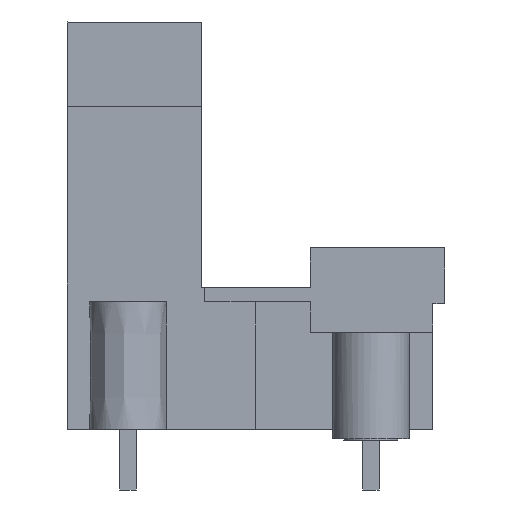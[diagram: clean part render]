
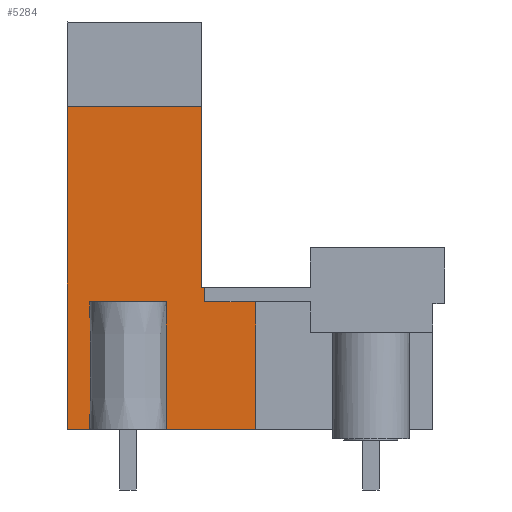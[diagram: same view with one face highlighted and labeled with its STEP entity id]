
A CAD part, left-side view. The second image highlights one B-rep face of the part: STEP entity #5284.
In plain terms, the highlighted planar face has unit normal (-1, 0, 0).
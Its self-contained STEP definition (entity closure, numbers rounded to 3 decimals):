
#5209=AXIS2_PLACEMENT_3D('Plane Axis2P3D',#5206,#5207,#5208) ;
#2929=CARTESIAN_POINT('Vertex',(3.84,23.67,3.8)) ;
#2932=CARTESIAN_POINT('Line Origine',(3.84,23.67,13.93)) ;
#2936=CARTESIAN_POINT('Vertex',(3.84,23.67,24.06)) ;
#3233=CARTESIAN_POINT('Vertex',(3.84,15.24,24.06)) ;
#3236=CARTESIAN_POINT('Line Origine',(3.84,15.24,18.38)) ;
#3240=CARTESIAN_POINT('Vertex',(3.84,15.24,12.7)) ;
#3729=CARTESIAN_POINT('Vertex',(3.84,21.887,3.8)) ;
#3732=CARTESIAN_POINT('Line Origine',(3.84,22.779,3.8)) ;
#3946=CARTESIAN_POINT('Vertex',(3.84,11.84,3.8)) ;
#3949=CARTESIAN_POINT('Line Origine',(3.84,13.165,3.8)) ;
#3953=CARTESIAN_POINT('Vertex',(3.84,14.49,3.8)) ;
#3956=CARTESIAN_POINT('Line Origine',(3.84,16.171,3.8)) ;
#3960=CARTESIAN_POINT('Vertex',(3.84,17.853,3.8)) ;
#5206=CARTESIAN_POINT('Axis2P3D Location',(3.84,23.67,3.2)) ;
#5211=CARTESIAN_POINT('Line Origine',(3.84,20.055,24.06)) ;
#5215=CARTESIAN_POINT('Vertex',(3.84,16.44,24.06)) ;
#5218=CARTESIAN_POINT('Line Origine',(3.84,21.887,7.8)) ;
#5222=CARTESIAN_POINT('Vertex',(3.84,21.887,11.8)) ;
#5225=CARTESIAN_POINT('Line Origine',(3.84,19.87,11.8)) ;
#5229=CARTESIAN_POINT('Vertex',(3.84,17.853,11.8)) ;
#5232=CARTESIAN_POINT('Line Origine',(3.84,17.853,7.8)) ;
#5237=CARTESIAN_POINT('Line Origine',(3.84,11.84,7.8)) ;
#5241=CARTESIAN_POINT('Vertex',(3.84,11.84,11.8)) ;
#5244=CARTESIAN_POINT('Line Origine',(3.84,13.44,11.8)) ;
#5248=CARTESIAN_POINT('Vertex',(3.84,15.04,11.8)) ;
#5251=CARTESIAN_POINT('Line Origine',(3.84,15.04,12.25)) ;
#5255=CARTESIAN_POINT('Vertex',(3.84,15.04,12.7)) ;
#5258=CARTESIAN_POINT('Line Origine',(3.84,15.14,12.7)) ;
#5263=CARTESIAN_POINT('Line Origine',(3.84,15.84,24.06)) ;
#2933=DIRECTION('Vector Direction',(0.,0.,1.)) ;
#3237=DIRECTION('Vector Direction',(0.,0.,1.)) ;
#3733=DIRECTION('Vector Direction',(0.,1.,0.)) ;
#3950=DIRECTION('Vector Direction',(0.,-1.,0.)) ;
#3957=DIRECTION('Vector Direction',(0.,1.,0.)) ;
#5207=DIRECTION('Axis2P3D Direction',(-1.,0.,0.)) ;
#5208=DIRECTION('Axis2P3D XDirection',(0.,-1.,0.)) ;
#5212=DIRECTION('Vector Direction',(0.,1.,0.)) ;
#5219=DIRECTION('Vector Direction',(0.,0.,1.)) ;
#5226=DIRECTION('Vector Direction',(0.,1.,0.)) ;
#5233=DIRECTION('Vector Direction',(0.,0.,1.)) ;
#5238=DIRECTION('Vector Direction',(0.,0.,1.)) ;
#5245=DIRECTION('Vector Direction',(0.,1.,0.)) ;
#5252=DIRECTION('Vector Direction',(0.,0.,-1.)) ;
#5259=DIRECTION('Vector Direction',(0.,-1.,0.)) ;
#5264=DIRECTION('Vector Direction',(0.,-1.,0.)) ;
#2934=VECTOR('Line Direction',#2933,1.) ;
#3238=VECTOR('Line Direction',#3237,1.) ;
#3734=VECTOR('Line Direction',#3733,1.) ;
#3951=VECTOR('Line Direction',#3950,1.) ;
#3958=VECTOR('Line Direction',#3957,1.) ;
#5213=VECTOR('Line Direction',#5212,1.) ;
#5220=VECTOR('Line Direction',#5219,1.) ;
#5227=VECTOR('Line Direction',#5226,1.) ;
#5234=VECTOR('Line Direction',#5233,1.) ;
#5239=VECTOR('Line Direction',#5238,1.) ;
#5246=VECTOR('Line Direction',#5245,1.) ;
#5253=VECTOR('Line Direction',#5252,1.) ;
#5260=VECTOR('Line Direction',#5259,1.) ;
#5265=VECTOR('Line Direction',#5264,1.) ;
#5269=ORIENTED_EDGE('',*,*,#5217,.T.) ;
#5270=ORIENTED_EDGE('',*,*,#2938,.T.) ;
#5271=ORIENTED_EDGE('',*,*,#3736,.F.) ;
#5272=ORIENTED_EDGE('',*,*,#5224,.T.) ;
#5273=ORIENTED_EDGE('',*,*,#5231,.F.) ;
#5274=ORIENTED_EDGE('',*,*,#5236,.F.) ;
#5275=ORIENTED_EDGE('',*,*,#3962,.F.) ;
#5276=ORIENTED_EDGE('',*,*,#3955,.T.) ;
#5277=ORIENTED_EDGE('',*,*,#5243,.T.) ;
#5278=ORIENTED_EDGE('',*,*,#5250,.T.) ;
#5279=ORIENTED_EDGE('',*,*,#5257,.F.) ;
#5280=ORIENTED_EDGE('',*,*,#5262,.F.) ;
#5281=ORIENTED_EDGE('',*,*,#3242,.T.) ;
#5282=ORIENTED_EDGE('',*,*,#5267,.T.) ;
#5284=ADVANCED_FACE('HOUSING',(#5283),#5210,.T.) ;
#2938=EDGE_CURVE('',#2937,#2930,#2935,.F.) ;
#3242=EDGE_CURVE('',#3241,#3234,#3239,.T.) ;
#3736=EDGE_CURVE('',#3730,#2930,#3735,.T.) ;
#3955=EDGE_CURVE('',#3954,#3947,#3952,.T.) ;
#3962=EDGE_CURVE('',#3954,#3961,#3959,.T.) ;
#5217=EDGE_CURVE('',#5216,#2937,#5214,.T.) ;
#5224=EDGE_CURVE('',#3730,#5223,#5221,.T.) ;
#5231=EDGE_CURVE('',#5230,#5223,#5228,.T.) ;
#5236=EDGE_CURVE('',#3961,#5230,#5235,.T.) ;
#5243=EDGE_CURVE('',#3947,#5242,#5240,.T.) ;
#5250=EDGE_CURVE('',#5242,#5249,#5247,.T.) ;
#5257=EDGE_CURVE('',#5256,#5249,#5254,.T.) ;
#5262=EDGE_CURVE('',#3241,#5256,#5261,.T.) ;
#5267=EDGE_CURVE('',#3234,#5216,#5266,.F.) ;
#5268=EDGE_LOOP('',(#5269,#5270,#5271,#5272,#5273,#5274,#5275,#5276,#5277,#5278,#5279,#5280,#5281,#5282)) ;
#5283=FACE_OUTER_BOUND('',#5268,.T.) ;
#2935=LINE('Line',#2932,#2934) ;
#3239=LINE('Line',#3236,#3238) ;
#3735=LINE('Line',#3732,#3734) ;
#3952=LINE('Line',#3949,#3951) ;
#3959=LINE('Line',#3956,#3958) ;
#5214=LINE('Line',#5211,#5213) ;
#5221=LINE('Line',#5218,#5220) ;
#5228=LINE('Line',#5225,#5227) ;
#5235=LINE('Line',#5232,#5234) ;
#5240=LINE('Line',#5237,#5239) ;
#5247=LINE('Line',#5244,#5246) ;
#5254=LINE('Line',#5251,#5253) ;
#5261=LINE('Line',#5258,#5260) ;
#5266=LINE('Line',#5263,#5265) ;
#5210=PLANE('',#5209) ;
#2930=VERTEX_POINT('',#2929) ;
#2937=VERTEX_POINT('',#2936) ;
#3234=VERTEX_POINT('',#3233) ;
#3241=VERTEX_POINT('',#3240) ;
#3730=VERTEX_POINT('',#3729) ;
#3947=VERTEX_POINT('',#3946) ;
#3954=VERTEX_POINT('',#3953) ;
#3961=VERTEX_POINT('',#3960) ;
#5216=VERTEX_POINT('',#5215) ;
#5223=VERTEX_POINT('',#5222) ;
#5230=VERTEX_POINT('',#5229) ;
#5242=VERTEX_POINT('',#5241) ;
#5249=VERTEX_POINT('',#5248) ;
#5256=VERTEX_POINT('',#5255) ;
